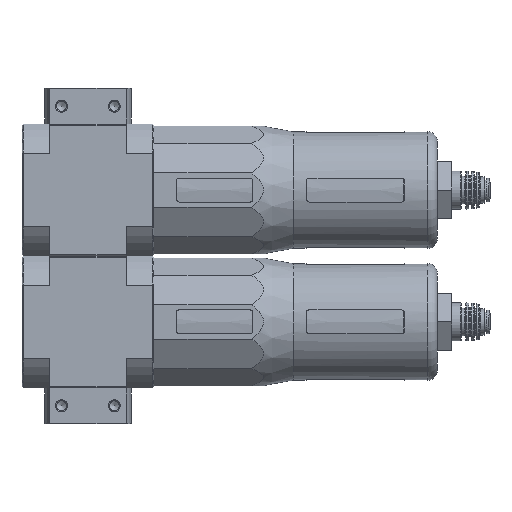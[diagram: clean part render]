
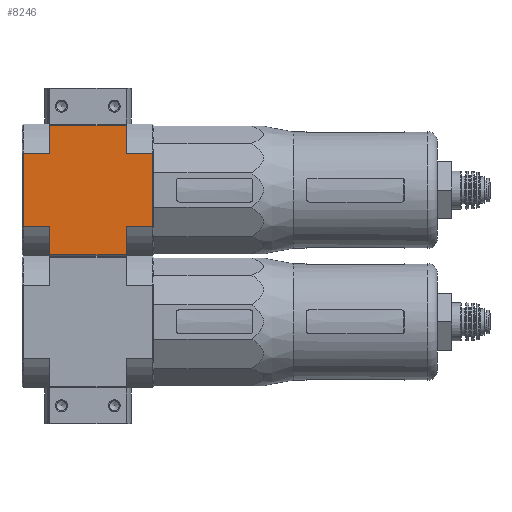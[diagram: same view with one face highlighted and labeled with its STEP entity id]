
A CAD part, left-side view. The second image highlights one B-rep face of the part: STEP entity #8246.
In plain terms, the highlighted face is planar.
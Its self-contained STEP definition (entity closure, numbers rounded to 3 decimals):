
#2115=ORIENTED_EDGE('',*,*,#3830,.T.);
#2116=ORIENTED_EDGE('',*,*,#3827,.F.);
#2117=ORIENTED_EDGE('',*,*,#3847,.T.);
#2118=ORIENTED_EDGE('',*,*,#3825,.F.);
#2119=ORIENTED_EDGE('',*,*,#3820,.T.);
#2120=ORIENTED_EDGE('',*,*,#3817,.F.);
#2121=ORIENTED_EDGE('',*,*,#3815,.F.);
#2122=ORIENTED_EDGE('',*,*,#3812,.T.);
#2123=ORIENTED_EDGE('',*,*,#3810,.F.);
#2124=ORIENTED_EDGE('',*,*,#3808,.T.);
#2125=ORIENTED_EDGE('',*,*,#3806,.F.);
#2126=ORIENTED_EDGE('',*,*,#3804,.T.);
#3804=EDGE_CURVE('',#4785,#4787,#5479,.T.);
#3806=EDGE_CURVE('',#4785,#4789,#5481,.T.);
#3808=EDGE_CURVE('',#4748,#4789,#5482,.T.);
#3810=EDGE_CURVE('',#4748,#4754,#5484,.T.);
#3812=EDGE_CURVE('',#4791,#4754,#5486,.F.);
#3815=EDGE_CURVE('',#4791,#4793,#5488,.T.);
#3817=EDGE_CURVE('',#4793,#4794,#5490,.T.);
#3820=EDGE_CURVE('',#4796,#4794,#5493,.T.);
#3825=EDGE_CURVE('',#4796,#4798,#5496,.F.);
#3827=EDGE_CURVE('',#4801,#4802,#5497,.T.);
#3830=EDGE_CURVE('',#4787,#4802,#5499,.T.);
#3847=EDGE_CURVE('',#4801,#4798,#5504,.T.);
#4748=VERTEX_POINT('',#15845);
#4754=VERTEX_POINT('',#15871);
#4785=VERTEX_POINT('',#15969);
#4787=VERTEX_POINT('',#15973);
#4789=VERTEX_POINT('',#15979);
#4791=VERTEX_POINT('',#15990);
#4793=VERTEX_POINT('',#15996);
#4794=VERTEX_POINT('',#16000);
#4796=VERTEX_POINT('',#16006);
#4798=VERTEX_POINT('',#16012);
#4801=VERTEX_POINT('',#16019);
#4802=VERTEX_POINT('',#16021);
#5479=LINE('',#15974,#6040);
#5481=LINE('',#15978,#6042);
#5482=LINE('',#15982,#6043);
#5484=LINE('',#15985,#6045);
#5486=LINE('',#15989,#6047);
#5488=LINE('',#15995,#6049);
#5490=LINE('',#15999,#6051);
#5493=LINE('',#16005,#6054);
#5496=LINE('',#16015,#6057);
#5497=LINE('',#16020,#6058);
#5499=LINE('',#16026,#6060);
#5504=LINE('',#16083,#6065);
#6040=VECTOR('',#13193,1000.);
#6042=VECTOR('',#13197,1000.);
#6043=VECTOR('',#13202,1000.);
#6045=VECTOR('',#13206,1000.);
#6047=VECTOR('',#13210,1000.);
#6049=VECTOR('',#13216,1000.);
#6051=VECTOR('',#13220,1000.);
#6054=VECTOR('',#13225,1000.);
#6057=VECTOR('',#13234,1000.);
#6058=VECTOR('',#13239,1000.);
#6060=VECTOR('',#13245,1000.);
#6065=VECTOR('',#13274,1000.);
#6653=EDGE_LOOP('',(#2115,#2116,#2117,#2118,#2119,#2120,#2121,#2122,#2123,
#2124,#2125,#2126));
#7369=FACE_BOUND('',#6653,.T.);
#7863=PLANE('',#11573);
#8246=ADVANCED_FACE('',(#7369),#7863,.F.);
#11573=AXIS2_PLACEMENT_3D('',#16082,#13272,#13273);
#13193=DIRECTION('',(0.,-1.,0.));
#13197=DIRECTION('',(-1.,0.,0.));
#13202=DIRECTION('',(0.,-1.,0.));
#13206=DIRECTION('',(-1.,0.,0.));
#13210=DIRECTION('',(0.,-1.,0.));
#13216=DIRECTION('',(-1.,0.,0.));
#13220=DIRECTION('',(0.,-1.,0.));
#13225=DIRECTION('',(-1.,0.,0.));
#13234=DIRECTION('',(0.,1.,0.));
#13239=DIRECTION('',(0.,1.,0.));
#13245=DIRECTION('',(-1.,0.,0.));
#13272=DIRECTION('',(0.,0.,1.));
#13273=DIRECTION('',(1.,0.,0.));
#13274=DIRECTION('',(-1.,0.,0.));
#15845=CARTESIAN_POINT('',(15.362,27.,-27.5));
#15871=CARTESIAN_POINT('',(-15.362,27.,-27.5));
#15969=CARTESIAN_POINT('',(27.,16.,-27.5));
#15973=CARTESIAN_POINT('',(27.,-16.,-27.5));
#15974=CARTESIAN_POINT('',(27.,27.5,-27.5));
#15978=CARTESIAN_POINT('',(27.,16.,-27.5));
#15979=CARTESIAN_POINT('',(15.362,16.,-27.5));
#15982=CARTESIAN_POINT('',(15.362,36.,-27.5));
#15985=CARTESIAN_POINT('',(20.,27.,-27.5));
#15989=CARTESIAN_POINT('',(-15.362,36.,-27.5));
#15990=CARTESIAN_POINT('',(-15.362,16.,-27.5));
#15995=CARTESIAN_POINT('',(27.,16.,-27.5));
#15996=CARTESIAN_POINT('',(-27.,16.,-27.5));
#15999=CARTESIAN_POINT('',(-27.,27.5,-27.5));
#16000=CARTESIAN_POINT('',(-27.,-16.,-27.5));
#16005=CARTESIAN_POINT('',(27.,-16.,-27.5));
#16006=CARTESIAN_POINT('',(-15.362,-16.,-27.5));
#16012=CARTESIAN_POINT('',(-15.362,-27.,-27.5));
#16015=CARTESIAN_POINT('',(-15.362,-36.,-27.5));
#16019=CARTESIAN_POINT('',(15.362,-27.,-27.5));
#16020=CARTESIAN_POINT('',(15.362,-36.,-27.5));
#16021=CARTESIAN_POINT('',(15.362,-16.,-27.5));
#16026=CARTESIAN_POINT('',(27.,-16.,-27.5));
#16082=CARTESIAN_POINT('',(27.,27.5,-27.5));
#16083=CARTESIAN_POINT('',(20.,-27.,-27.5));
